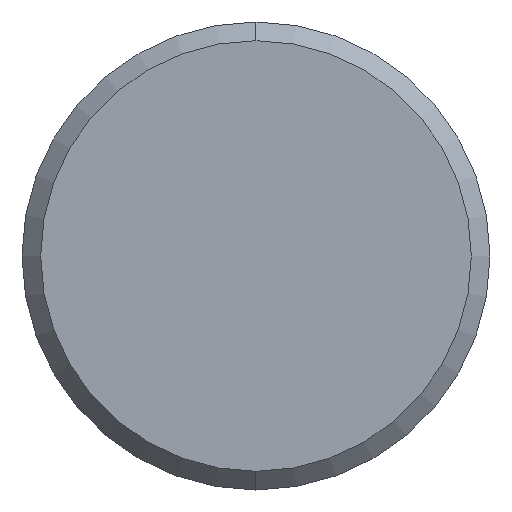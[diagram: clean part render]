
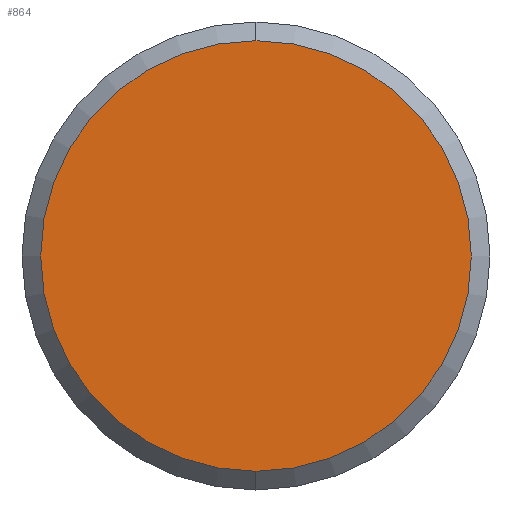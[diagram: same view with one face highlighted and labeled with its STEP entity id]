
A CAD part, left-side view. The second image highlights one B-rep face of the part: STEP entity #864.
In plain terms, the highlighted planar face has unit normal (-1, 0, 0).
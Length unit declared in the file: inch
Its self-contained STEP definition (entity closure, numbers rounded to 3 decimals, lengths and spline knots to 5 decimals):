
#80 = DIRECTION ( 'NONE',  ( 0., 0., -1. ) ) ;
#81 = CARTESIAN_POINT ( 'NONE',  ( 0., 0., -0.23 ) ) ;
#102 = DIRECTION ( 'NONE',  ( -1., 0., 0. ) ) ;
#168 = ORIENTED_EDGE ( 'NONE', *, *, #1335, .F. ) ;
#169 = VERTEX_POINT ( 'NONE', #81 ) ;
#219 = EDGE_CURVE ( 'NONE', #412, #169, #686, .T. ) ;
#229 = AXIS2_PLACEMENT_3D ( 'NONE', #1338, #714, #80 ) ;
#311 = PLANE ( 'NONE',  #615 ) ;
#412 = VERTEX_POINT ( 'NONE', #753 ) ;
#419 = CARTESIAN_POINT ( 'NONE',  ( 0., 0., 0. ) ) ;
#520 = DIRECTION ( 'NONE',  ( 0., 0., -1. ) ) ;
#615 = AXIS2_PLACEMENT_3D ( 'NONE', #634, #102, #834 ) ;
#634 = CARTESIAN_POINT ( 'NONE',  ( 0., 0.25, 0. ) ) ;
#686 = CIRCLE ( 'NONE', #1079, 0.23 ) ;
#714 = DIRECTION ( 'NONE',  ( 1., 0., 0. ) ) ;
#753 = CARTESIAN_POINT ( 'NONE',  ( 0., 0., 0.23 ) ) ;
#834 = DIRECTION ( 'NONE',  ( 0., 0., 1. ) ) ;
#864 = ADVANCED_FACE ( 'NONE', ( #1318 ), #311, .T. ) ;
#924 = EDGE_LOOP ( 'NONE', ( #168, #1066 ) ) ;
#1066 = ORIENTED_EDGE ( 'NONE', *, *, #219, .F. ) ;
#1079 = AXIS2_PLACEMENT_3D ( 'NONE', #419, #1137, #520 ) ;
#1137 = DIRECTION ( 'NONE',  ( 1., 0., 0. ) ) ;
#1311 = CIRCLE ( 'NONE', #229, 0.23 ) ;
#1318 = FACE_OUTER_BOUND ( 'NONE', #924, .T. ) ;
#1335 = EDGE_CURVE ( 'NONE', #169, #412, #1311, .T. ) ;
#1338 = CARTESIAN_POINT ( 'NONE',  ( 0., 0., 0. ) ) ;
